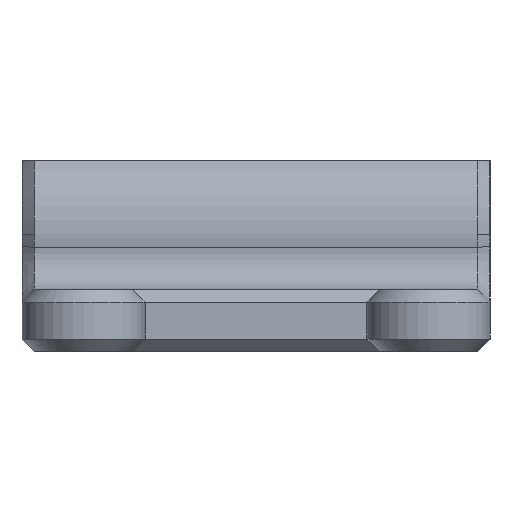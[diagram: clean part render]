
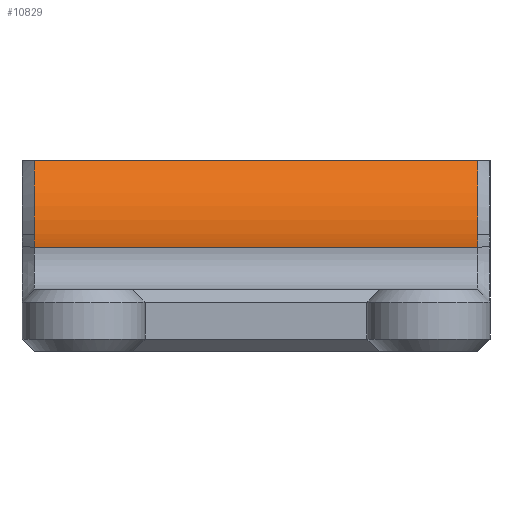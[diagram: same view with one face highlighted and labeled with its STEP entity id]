
A CAD part, left-side view. The second image highlights one B-rep face of the part: STEP entity #10829.
In plain terms, the highlighted cylindrical face has radius 7.5 mm (diameter 15 mm), a partial arc.
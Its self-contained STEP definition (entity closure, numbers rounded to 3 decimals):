
#8057 = PLANE('',#8058);
#8058 = AXIS2_PLACEMENT_3D('',#8059,#8060,#8061);
#8059 = CARTESIAN_POINT('',(-21.,-19.,15.5));
#8060 = DIRECTION('',(0.,0.,-1.));
#8061 = DIRECTION('',(0.,-1.,0.));
#8090 = CONICAL_SURFACE('',#8091,7.5,0.785);
#8091 = AXIS2_PLACEMENT_3D('',#8092,#8093,#8094);
#8092 = CARTESIAN_POINT('',(-28.,-18.,9.5));
#8093 = DIRECTION('',(0.,1.,0.));
#8094 = DIRECTION('',(-1.,0.,0.));
#8123 = CONICAL_SURFACE('',#8124,7.5,0.785);
#8124 = AXIS2_PLACEMENT_3D('',#8125,#8126,#8127);
#8125 = CARTESIAN_POINT('',(-28.,-18.,9.5));
#8126 = DIRECTION('',(0.,1.,0.));
#8127 = DIRECTION('',(-0.99,0.,-0.143
    ));
#8400 = CONICAL_SURFACE('',#8401,7.5,0.785);
#8401 = AXIS2_PLACEMENT_3D('',#8402,#8403,#8404);
#8402 = CARTESIAN_POINT('',(-28.,18.,9.5));
#8403 = DIRECTION('',(0.,-1.,0.));
#8404 = DIRECTION('',(-1.,0.,0.));
#8433 = CONICAL_SURFACE('',#8434,7.5,0.785);
#8434 = AXIS2_PLACEMENT_3D('',#8435,#8436,#8437);
#8435 = CARTESIAN_POINT('',(-28.,18.,9.5));
#8436 = DIRECTION('',(0.,-1.,0.));
#8437 = DIRECTION('',(-0.6,0.,0.8));
#9441 = VERTEX_POINT('',#9442);
#9442 = CARTESIAN_POINT('',(-35.423,-18.,8.429));
#9476 = CYLINDRICAL_SURFACE('',#9477,3.);
#9477 = AXIS2_PLACEMENT_3D('',#9478,#9479,#9480);
#9478 = CARTESIAN_POINT('',(-38.392,-19.,8.));
#9479 = DIRECTION('',(0.,1.,0.));
#9480 = DIRECTION('',(0.99,0.,0.143)
  );
#9570 = VERTEX_POINT('',#9571);
#9571 = CARTESIAN_POINT('',(-35.5,-18.,9.5));
#9590 = EDGE_CURVE('',#9441,#9570,#9591,.T.);
#9591 = SURFACE_CURVE('',#9592,(#9597,#9604),.PCURVE_S1.);
#9592 = CIRCLE('',#9593,7.5);
#9593 = AXIS2_PLACEMENT_3D('',#9594,#9595,#9596);
#9594 = CARTESIAN_POINT('',(-28.,-18.,9.5));
#9595 = DIRECTION('',(0.,1.,0.));
#9596 = DIRECTION('',(-0.99,0.,-0.143
    ));
#9597 = PCURVE('',#8123,#9598);
#9598 = DEFINITIONAL_REPRESENTATION('',(#9599),#9603);
#9599 = LINE('',#9600,#9601);
#9600 = CARTESIAN_POINT('',(0.,0.));
#9601 = VECTOR('',#9602,1.);
#9602 = DIRECTION('',(1.,0.));
#9603 = ( GEOMETRIC_REPRESENTATION_CONTEXT(2) 
PARAMETRIC_REPRESENTATION_CONTEXT() REPRESENTATION_CONTEXT('2D SPACE',''
  ) );
#9604 = PCURVE('',#9605,#9610);
#9605 = CYLINDRICAL_SURFACE('',#9606,7.5);
#9606 = AXIS2_PLACEMENT_3D('',#9607,#9608,#9609);
#9607 = CARTESIAN_POINT('',(-28.,-19.,9.5));
#9608 = DIRECTION('',(0.,1.,0.));
#9609 = DIRECTION('',(-1.,-0.,-0.));
#9610 = DEFINITIONAL_REPRESENTATION('',(#9611),#9615);
#9611 = LINE('',#9612,#9613);
#9612 = CARTESIAN_POINT('',(-6.427,1.));
#9613 = VECTOR('',#9614,1.);
#9614 = DIRECTION('',(1.,-0.));
#9615 = ( GEOMETRIC_REPRESENTATION_CONTEXT(2) 
PARAMETRIC_REPRESENTATION_CONTEXT() REPRESENTATION_CONTEXT('2D SPACE',''
  ) );
#9650 = VERTEX_POINT('',#9651);
#9651 = CARTESIAN_POINT('',(-32.5,-18.,15.5));
#9699 = EDGE_CURVE('',#9570,#9650,#9700,.T.);
#9700 = SURFACE_CURVE('',#9701,(#9706,#9713),.PCURVE_S1.);
#9701 = CIRCLE('',#9702,7.5);
#9702 = AXIS2_PLACEMENT_3D('',#9703,#9704,#9705);
#9703 = CARTESIAN_POINT('',(-28.,-18.,9.5));
#9704 = DIRECTION('',(0.,1.,0.));
#9705 = DIRECTION('',(-1.,0.,0.));
#9706 = PCURVE('',#8090,#9707);
#9707 = DEFINITIONAL_REPRESENTATION('',(#9708),#9712);
#9708 = LINE('',#9709,#9710);
#9709 = CARTESIAN_POINT('',(0.,0.));
#9710 = VECTOR('',#9711,1.);
#9711 = DIRECTION('',(1.,0.));
#9712 = ( GEOMETRIC_REPRESENTATION_CONTEXT(2) 
PARAMETRIC_REPRESENTATION_CONTEXT() REPRESENTATION_CONTEXT('2D SPACE',''
  ) );
#9713 = PCURVE('',#9605,#9714);
#9714 = DEFINITIONAL_REPRESENTATION('',(#9715),#9719);
#9715 = LINE('',#9716,#9717);
#9716 = CARTESIAN_POINT('',(-6.283,1.));
#9717 = VECTOR('',#9718,1.);
#9718 = DIRECTION('',(1.,-0.));
#9719 = ( GEOMETRIC_REPRESENTATION_CONTEXT(2) 
PARAMETRIC_REPRESENTATION_CONTEXT() REPRESENTATION_CONTEXT('2D SPACE',''
  ) );
#9783 = VERTEX_POINT('',#9784);
#9784 = CARTESIAN_POINT('',(-32.5,18.,15.5));
#9832 = EDGE_CURVE('',#9650,#9783,#9833,.T.);
#9833 = SURFACE_CURVE('',#9834,(#9838,#9845),.PCURVE_S1.);
#9834 = LINE('',#9835,#9836);
#9835 = CARTESIAN_POINT('',(-32.5,-19.,15.5));
#9836 = VECTOR('',#9837,1.);
#9837 = DIRECTION('',(0.,1.,0.));
#9838 = PCURVE('',#8057,#9839);
#9839 = DEFINITIONAL_REPRESENTATION('',(#9840),#9844);
#9840 = LINE('',#9841,#9842);
#9841 = CARTESIAN_POINT('',(-0.,11.5));
#9842 = VECTOR('',#9843,1.);
#9843 = DIRECTION('',(-1.,-0.));
#9844 = ( GEOMETRIC_REPRESENTATION_CONTEXT(2) 
PARAMETRIC_REPRESENTATION_CONTEXT() REPRESENTATION_CONTEXT('2D SPACE',''
  ) );
#9845 = PCURVE('',#9605,#9846);
#9846 = DEFINITIONAL_REPRESENTATION('',(#9847),#9851);
#9847 = LINE('',#9848,#9849);
#9848 = CARTESIAN_POINT('',(-5.356,0.));
#9849 = VECTOR('',#9850,1.);
#9850 = DIRECTION('',(-0.,1.));
#9851 = ( GEOMETRIC_REPRESENTATION_CONTEXT(2) 
PARAMETRIC_REPRESENTATION_CONTEXT() REPRESENTATION_CONTEXT('2D SPACE',''
  ) );
#9993 = VERTEX_POINT('',#9994);
#9994 = CARTESIAN_POINT('',(-35.423,18.,8.429));
#10041 = VERTEX_POINT('',#10042);
#10042 = CARTESIAN_POINT('',(-35.5,18.,9.5));
#10063 = EDGE_CURVE('',#10041,#9993,#10064,.T.);
#10064 = SURFACE_CURVE('',#10065,(#10070,#10077),.PCURVE_S1.);
#10065 = CIRCLE('',#10066,7.5);
#10066 = AXIS2_PLACEMENT_3D('',#10067,#10068,#10069);
#10067 = CARTESIAN_POINT('',(-28.,18.,9.5));
#10068 = DIRECTION('',(0.,-1.,0.));
#10069 = DIRECTION('',(-1.,0.,0.));
#10070 = PCURVE('',#8400,#10071);
#10071 = DEFINITIONAL_REPRESENTATION('',(#10072),#10076);
#10072 = LINE('',#10073,#10074);
#10073 = CARTESIAN_POINT('',(0.,0.));
#10074 = VECTOR('',#10075,1.);
#10075 = DIRECTION('',(1.,0.));
#10076 = ( GEOMETRIC_REPRESENTATION_CONTEXT(2) 
PARAMETRIC_REPRESENTATION_CONTEXT() REPRESENTATION_CONTEXT('2D SPACE',''
  ) );
#10077 = PCURVE('',#9605,#10078);
#10078 = DEFINITIONAL_REPRESENTATION('',(#10079),#10083);
#10079 = LINE('',#10080,#10081);
#10080 = CARTESIAN_POINT('',(-6.283,37.));
#10081 = VECTOR('',#10082,1.);
#10082 = DIRECTION('',(-1.,0.));
#10083 = ( GEOMETRIC_REPRESENTATION_CONTEXT(2) 
PARAMETRIC_REPRESENTATION_CONTEXT() REPRESENTATION_CONTEXT('2D SPACE',''
  ) );
#10091 = EDGE_CURVE('',#9783,#10041,#10092,.T.);
#10092 = SURFACE_CURVE('',#10093,(#10098,#10105),.PCURVE_S1.);
#10093 = CIRCLE('',#10094,7.5);
#10094 = AXIS2_PLACEMENT_3D('',#10095,#10096,#10097);
#10095 = CARTESIAN_POINT('',(-28.,18.,9.5));
#10096 = DIRECTION('',(0.,-1.,0.));
#10097 = DIRECTION('',(-0.6,0.,0.8));
#10098 = PCURVE('',#8433,#10099);
#10099 = DEFINITIONAL_REPRESENTATION('',(#10100),#10104);
#10100 = LINE('',#10101,#10102);
#10101 = CARTESIAN_POINT('',(0.,0.));
#10102 = VECTOR('',#10103,1.);
#10103 = DIRECTION('',(1.,0.));
#10104 = ( GEOMETRIC_REPRESENTATION_CONTEXT(2) 
PARAMETRIC_REPRESENTATION_CONTEXT() REPRESENTATION_CONTEXT('2D SPACE',''
  ) );
#10105 = PCURVE('',#9605,#10106);
#10106 = DEFINITIONAL_REPRESENTATION('',(#10107),#10111);
#10107 = LINE('',#10108,#10109);
#10108 = CARTESIAN_POINT('',(-5.356,37.));
#10109 = VECTOR('',#10110,1.);
#10110 = DIRECTION('',(-1.,0.));
#10111 = ( GEOMETRIC_REPRESENTATION_CONTEXT(2) 
PARAMETRIC_REPRESENTATION_CONTEXT() REPRESENTATION_CONTEXT('2D SPACE',''
  ) );
#10808 = EDGE_CURVE('',#9441,#9993,#10809,.T.);
#10809 = SURFACE_CURVE('',#10810,(#10814,#10821),.PCURVE_S1.);
#10810 = LINE('',#10811,#10812);
#10811 = CARTESIAN_POINT('',(-35.423,-19.,8.429));
#10812 = VECTOR('',#10813,1.);
#10813 = DIRECTION('',(0.,1.,0.));
#10814 = PCURVE('',#9476,#10815);
#10815 = DEFINITIONAL_REPRESENTATION('',(#10816),#10820);
#10816 = LINE('',#10817,#10818);
#10817 = CARTESIAN_POINT('',(0.,0.));
#10818 = VECTOR('',#10819,1.);
#10819 = DIRECTION('',(0.,1.));
#10820 = ( GEOMETRIC_REPRESENTATION_CONTEXT(2) 
PARAMETRIC_REPRESENTATION_CONTEXT() REPRESENTATION_CONTEXT('2D SPACE',''
  ) );
#10821 = PCURVE('',#9605,#10822);
#10822 = DEFINITIONAL_REPRESENTATION('',(#10823),#10827);
#10823 = LINE('',#10824,#10825);
#10824 = CARTESIAN_POINT('',(-6.427,0.));
#10825 = VECTOR('',#10826,1.);
#10826 = DIRECTION('',(-0.,1.));
#10827 = ( GEOMETRIC_REPRESENTATION_CONTEXT(2) 
PARAMETRIC_REPRESENTATION_CONTEXT() REPRESENTATION_CONTEXT('2D SPACE',''
  ) );
#10829 = ADVANCED_FACE('',(#10830),#9605,.T.);
#10830 = FACE_BOUND('',#10831,.F.);
#10831 = EDGE_LOOP('',(#10832,#10833,#10834,#10835,#10836,#10837));
#10832 = ORIENTED_EDGE('',*,*,#10808,.T.);
#10833 = ORIENTED_EDGE('',*,*,#10063,.F.);
#10834 = ORIENTED_EDGE('',*,*,#10091,.F.);
#10835 = ORIENTED_EDGE('',*,*,#9832,.F.);
#10836 = ORIENTED_EDGE('',*,*,#9699,.F.);
#10837 = ORIENTED_EDGE('',*,*,#9590,.F.);
